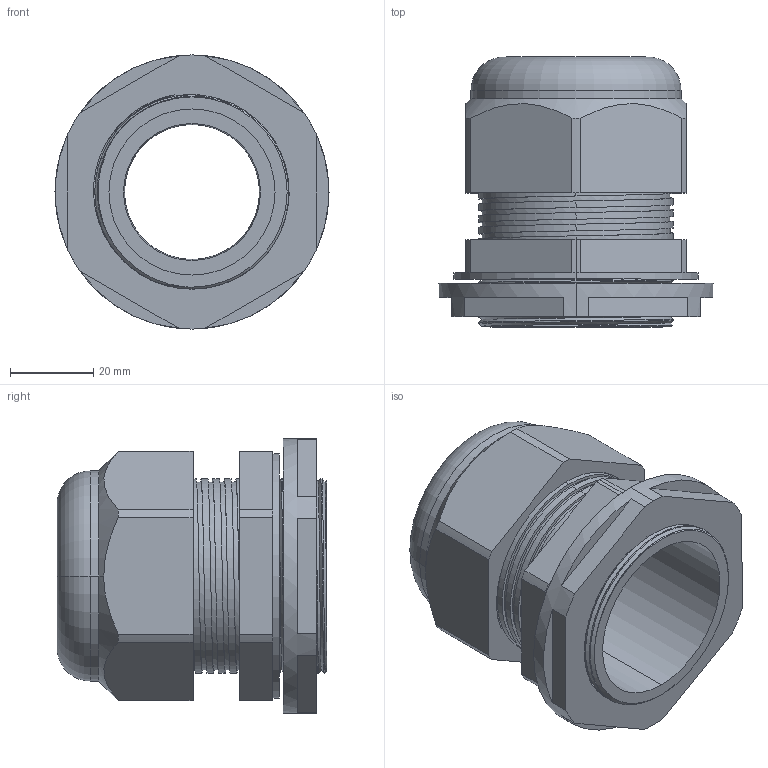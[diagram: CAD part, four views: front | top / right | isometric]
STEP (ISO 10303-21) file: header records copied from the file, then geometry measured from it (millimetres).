
FILE_DESCRIPTION (( 'STEP AP203' ), '1' );
FILE_NAME ('BMX-18-W.step', '2016-02-11T13:27:52', ( '' ), ( '' ), 'SwSTEP 2.0', 'SolidWorks 2015', '' );
FILE_SCHEMA (( 'CONFIG_CONTROL_DESIGN' ));
Length unit declared in the file: millimetre
Products named in the file (1): BMX-18-W
Bounding box: 66 x 65 x 66 mm (x, y, z)
Volume: 72661.7 mm3; surface area: 49241.7 mm2
Topology: 5 solids, 5 shells, 223 faces, 622 edges, 413 vertices
Faces by surface type: plane 111, cylinder 91, bspline 10, cone 7, torus 4
Entity records: 12190 total; most frequent: CARTESIAN_POINT 6641, ORIENTED_EDGE 1244, DIRECTION 1082, EDGE_CURVE 622, VERTEX_POINT 413, AXIS2_PLACEMENT_3D 395, LINE 292, VECTOR 292
